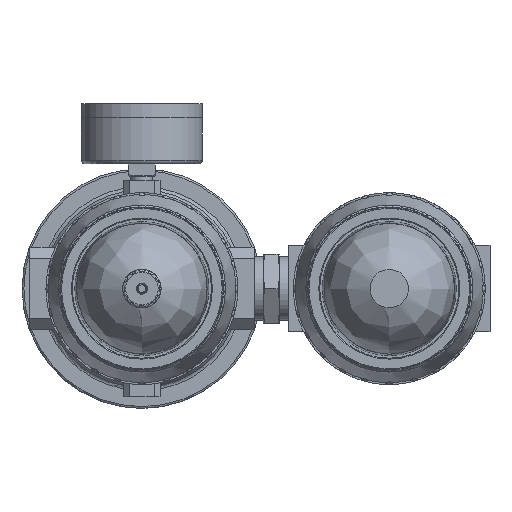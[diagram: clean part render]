
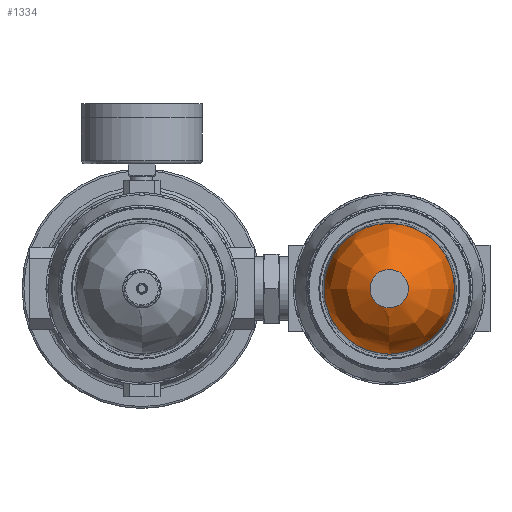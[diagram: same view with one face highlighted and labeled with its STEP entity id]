
A CAD part, front view. The second image highlights one B-rep face of the part: STEP entity #1334.
In plain terms, the highlighted free-form (B-spline) face has degree [3, 3] with [4, 7] control points.
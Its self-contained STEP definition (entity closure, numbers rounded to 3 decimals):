
#1334 = ADVANCED_FACE( '', ( #3589, #3590 ), #3591, .T. );
#3589 = FACE_OUTER_BOUND( '', #5915, .T. );
#3590 = FACE_OUTER_BOUND( '', #5916, .T. );
#3591 = ( BOUNDED_SURFACE(  )B_SPLINE_SURFACE( 3, 3, ( ( #5919, #5920, #5921, #5922, #5923, #5924, #5925 ), ( #5926, #5927, #5928, #5929, #5930, #5931, #5932 ), ( #5933, #5934, #5935, #5936, #5937, #5938, #5939 ), ( #5940, #5941, #5942, #5943, #5944, #5945, #5946 ) ), .UNSPECIFIED., .F., .T., .F. )B_SPLINE_SURFACE_WITH_KNOTS( ( 4, 4 ), ( 4, 3, 4 ), ( 0., 6.283 ), ( 0.011, 0.642, 1.272 ), .UNSPECIFIED. )GEOMETRIC_REPRESENTATION_ITEM(  )RATIONAL_B_SPLINE_SURFACE( ( ( 1., 0.333, 0.333, 1., 0.333, 0.333, 1. ), ( 0.872, 0.291, 0.291, 0.872, 0.291, 0.291, 0.872 ), ( 0.872, 0.291, 0.291, 0.872, 0.291, 0.291, 0.872 ), ( 1., 0.333, 0.333, 1., 0.333, 0.333, 1. ) ) )REPRESENTATION_ITEM( '' )SURFACE(  ) );
#5915 = EDGE_LOOP( '', ( #13864 ) );
#5916 = EDGE_LOOP( '', ( #13865 ) );
#5919 = CARTESIAN_POINT( '', ( 0., -118.496, -10. ) );
#5920 = CARTESIAN_POINT( '', ( 20., -118.496, -10. ) );
#5921 = CARTESIAN_POINT( '', ( 20., -118.496, 10. ) );
#5922 = CARTESIAN_POINT( '', ( 0., -118.496, 10. ) );
#5923 = CARTESIAN_POINT( '', ( -20., -118.496, 10. ) );
#5924 = CARTESIAN_POINT( '', ( -20., -118.496, -10. ) );
#5925 = CARTESIAN_POINT( '', ( 0., -118.496, -10. ) );
#5926 = CARTESIAN_POINT( '', ( 0., -113.987, -24.651 ) );
#5927 = CARTESIAN_POINT( '', ( 49.302, -113.987, -24.651 ) );
#5928 = CARTESIAN_POINT( '', ( 49.302, -113.987, 24.651 ) );
#5929 = CARTESIAN_POINT( '', ( 0., -113.987, 24.651 ) );
#5930 = CARTESIAN_POINT( '', ( -49.302, -113.987, 24.651 ) );
#5931 = CARTESIAN_POINT( '', ( -49.302, -113.987, -24.651 ) );
#5932 = CARTESIAN_POINT( '', ( 0., -113.987, -24.651 ) );
#5933 = CARTESIAN_POINT( '', ( 0., -101.706, -33.826 ) );
#5934 = CARTESIAN_POINT( '', ( 67.651, -101.706, -33.826 ) );
#5935 = CARTESIAN_POINT( '', ( 67.651, -101.706, 33.826 ) );
#5936 = CARTESIAN_POINT( '', ( 0., -101.706, 33.826 ) );
#5937 = CARTESIAN_POINT( '', ( -67.651, -101.706, 33.826 ) );
#5938 = CARTESIAN_POINT( '', ( -67.651, -101.706, -33.826 ) );
#5939 = CARTESIAN_POINT( '', ( 0., -101.706, -33.826 ) );
#5940 = CARTESIAN_POINT( '', ( 0., -86.378, -33.996 ) );
#5941 = CARTESIAN_POINT( '', ( 67.992, -86.378, -33.996 ) );
#5942 = CARTESIAN_POINT( '', ( 67.992, -86.378, 33.996 ) );
#5943 = CARTESIAN_POINT( '', ( 0., -86.378, 33.996 ) );
#5944 = CARTESIAN_POINT( '', ( -67.992, -86.378, 33.996 ) );
#5945 = CARTESIAN_POINT( '', ( -67.992, -86.378, -33.996 ) );
#5946 = CARTESIAN_POINT( '', ( 0., -86.378, -33.996 ) );
#13864 = ORIENTED_EDGE( '', *, *, #16400, .T. );
#13865 = ORIENTED_EDGE( '', *, *, #16399, .F. );
#16399 = EDGE_CURVE( '', #20421, #20421, #20422, .T. );
#16400 = EDGE_CURVE( '', #20423, #20423, #20424, .T. );
#20421 = VERTEX_POINT( '', #30683 );
#20422 = CIRCLE( '', #30684, 10. );
#20423 = VERTEX_POINT( '', #30685 );
#20424 = CIRCLE( '', #30686, 33.996 );
#30683 = CARTESIAN_POINT( '', ( 0., -118.496, -10. ) );
#30684 = AXIS2_PLACEMENT_3D( '', #34749, #34750, #34751 );
#30685 = CARTESIAN_POINT( '', ( 0., -86.378, -33.996 ) );
#30686 = AXIS2_PLACEMENT_3D( '', #34752, #34753, #34754 );
#34749 = CARTESIAN_POINT( '', ( 0., -118.496, 0. ) );
#34750 = DIRECTION( '', ( 0., -1., 0. ) );
#34751 = DIRECTION( '', ( 0., 0., -1. ) );
#34752 = CARTESIAN_POINT( '', ( 0., -86.378, 0. ) );
#34753 = DIRECTION( '', ( 0., -1., 0. ) );
#34754 = DIRECTION( '', ( 0., 0., -1. ) );
